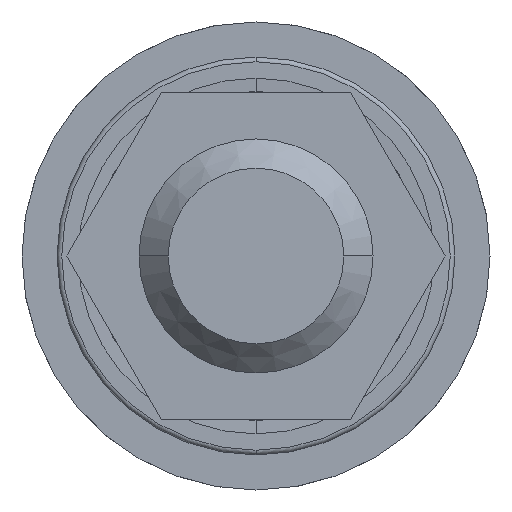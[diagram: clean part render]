
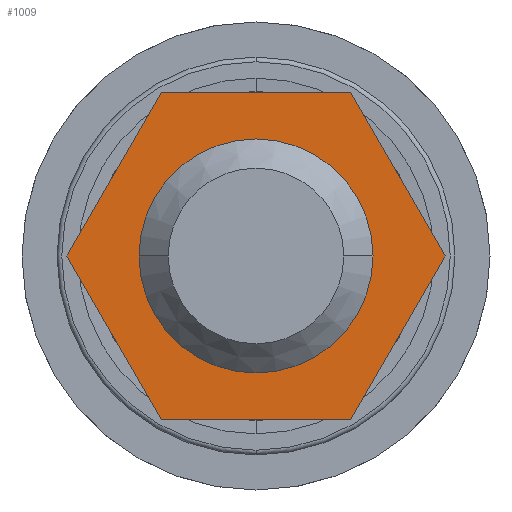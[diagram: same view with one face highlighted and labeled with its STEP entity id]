
A CAD part, front view. The second image highlights one B-rep face of the part: STEP entity #1009.
In plain terms, the highlighted planar face has unit normal (0, -1, 0).
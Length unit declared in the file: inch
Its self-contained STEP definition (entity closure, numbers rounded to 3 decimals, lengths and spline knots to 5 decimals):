
#5 = VERTEX_POINT ( 'NONE', #840 ) ;
#16 = DIRECTION ( 'NONE',  ( -1., 0., 0. ) ) ;
#17 = VECTOR ( 'NONE', #468, 39.37008 ) ;
#19 = PLANE ( 'NONE',  #141 ) ;
#38 = EDGE_CURVE ( 'NONE', #465, #389, #847, .T. ) ;
#94 = EDGE_CURVE ( 'NONE', #151, #864, #107, .T. ) ;
#98 = CARTESIAN_POINT ( 'NONE',  ( 0.01711, -0.10824, 0.49887 ) ) ;
#102 = CARTESIAN_POINT ( 'NONE',  ( -0.30112, -0.10824, 0.49887 ) ) ;
#103 = VECTOR ( 'NONE', #323, 39.37008 ) ;
#107 = CIRCLE ( 'NONE', #645, 0.15748 ) ;
#127 = ORIENTED_EDGE ( 'NONE', *, *, #968, .F. ) ;
#141 = AXIS2_PLACEMENT_3D ( 'NONE', #258, #249, #164 ) ;
#150 = DIRECTION ( 'NONE',  ( 1., 0., 0. ) ) ;
#151 = VERTEX_POINT ( 'NONE', #728 ) ;
#160 = DIRECTION ( 'NONE',  ( 0., -1., 0. ) ) ;
#163 = LINE ( 'NONE', #796, #325 ) ;
#164 = DIRECTION ( 'NONE',  ( 1., 0., 0. ) ) ;
#193 = ORIENTED_EDGE ( 'NONE', *, *, #452, .T. ) ;
#197 = ORIENTED_EDGE ( 'NONE', *, *, #642, .T. ) ;
#203 = CIRCLE ( 'NONE', #327, 0.15748 ) ;
#241 = ORIENTED_EDGE ( 'NONE', *, *, #561, .T. ) ;
#249 = DIRECTION ( 'NONE',  ( 0., -1., 0. ) ) ;
#258 = CARTESIAN_POINT ( 'NONE',  ( 0.01548, -0.10824, 0.22328 ) ) ;
#276 = VERTEX_POINT ( 'NONE', #826 ) ;
#305 = LINE ( 'NONE', #880, #17 ) ;
#306 = CARTESIAN_POINT ( 'NONE',  ( -0.142, -0.10824, 0.22328 ) ) ;
#323 = DIRECTION ( 'NONE',  ( 1., 0., 0. ) ) ;
#325 = VECTOR ( 'NONE', #871, 39.37008 ) ;
#326 = CARTESIAN_POINT ( 'NONE',  ( -0.142, -0.10824, 0.22328 ) ) ;
#327 = AXIS2_PLACEMENT_3D ( 'NONE', #306, #625, #150 ) ;
#361 = EDGE_LOOP ( 'NONE', ( #827, #939, #475, #197, #241, #193 ) ) ;
#371 = CARTESIAN_POINT ( 'NONE',  ( 0.17622, -0.10824, 0.22328 ) ) ;
#372 = CARTESIAN_POINT ( 'NONE',  ( 0.01548, -0.10824, 0.22328 ) ) ;
#389 = VERTEX_POINT ( 'NONE', #517 ) ;
#396 = VERTEX_POINT ( 'NONE', #371 ) ;
#400 = DIRECTION ( 'NONE',  ( 1., 0., 0. ) ) ;
#417 = CARTESIAN_POINT ( 'NONE',  ( 0.01711, -0.10824, -0.05231 ) ) ;
#452 = EDGE_CURVE ( 'NONE', #5, #636, #463, .T. ) ;
#463 = LINE ( 'NONE', #937, #103 ) ;
#465 = VERTEX_POINT ( 'NONE', #476 ) ;
#468 = DIRECTION ( 'NONE',  ( -0.5, 0., 0.866 ) ) ;
#475 = ORIENTED_EDGE ( 'NONE', *, *, #38, .T. ) ;
#476 = CARTESIAN_POINT ( 'NONE',  ( 0.01711, -0.10824, 0.49887 ) ) ;
#517 = CARTESIAN_POINT ( 'NONE',  ( -0.30112, -0.10824, 0.49887 ) ) ;
#518 = EDGE_CURVE ( 'NONE', #396, #465, #305, .T. ) ;
#539 = CARTESIAN_POINT ( 'NONE',  ( 0.01711, -0.10824, -0.05231 ) ) ;
#561 = EDGE_CURVE ( 'NONE', #276, #5, #163, .T. ) ;
#625 = DIRECTION ( 'NONE',  ( 0., -1., 0. ) ) ;
#636 = VERTEX_POINT ( 'NONE', #417 ) ;
#642 = EDGE_CURVE ( 'NONE', #389, #276, #730, .T. ) ;
#645 = AXIS2_PLACEMENT_3D ( 'NONE', #326, #160, #400 ) ;
#656 = DIRECTION ( 'NONE',  ( -0.5, 0., -0.866 ) ) ;
#657 = FACE_OUTER_BOUND ( 'NONE', #361, .T. ) ;
#681 = EDGE_LOOP ( 'NONE', ( #127, #772 ) ) ;
#720 = VECTOR ( 'NONE', #16, 39.37008 ) ;
#728 = CARTESIAN_POINT ( 'NONE',  ( -0.29949, -0.10824, 0.22328 ) ) ;
#730 = LINE ( 'NONE', #102, #923 ) ;
#735 = FACE_BOUND ( 'NONE', #681, .T. ) ;
#772 = ORIENTED_EDGE ( 'NONE', *, *, #94, .F. ) ;
#796 = CARTESIAN_POINT ( 'NONE',  ( -0.46023, -0.10824, 0.22328 ) ) ;
#826 = CARTESIAN_POINT ( 'NONE',  ( -0.46023, -0.10824, 0.22328 ) ) ;
#827 = ORIENTED_EDGE ( 'NONE', *, *, #918, .T. ) ;
#840 = CARTESIAN_POINT ( 'NONE',  ( -0.30112, -0.10824, -0.05231 ) ) ;
#847 = LINE ( 'NONE', #98, #720 ) ;
#861 = LINE ( 'NONE', #539, #901 ) ;
#864 = VERTEX_POINT ( 'NONE', #372 ) ;
#871 = DIRECTION ( 'NONE',  ( 0.5, 0., -0.866 ) ) ;
#880 = CARTESIAN_POINT ( 'NONE',  ( 0.17622, -0.10824, 0.22328 ) ) ;
#901 = VECTOR ( 'NONE', #930, 39.37008 ) ;
#918 = EDGE_CURVE ( 'NONE', #636, #396, #861, .T. ) ;
#923 = VECTOR ( 'NONE', #656, 39.37008 ) ;
#930 = DIRECTION ( 'NONE',  ( 0.5, 0., 0.866 ) ) ;
#937 = CARTESIAN_POINT ( 'NONE',  ( -0.30112, -0.10824, -0.05231 ) ) ;
#939 = ORIENTED_EDGE ( 'NONE', *, *, #518, .T. ) ;
#968 = EDGE_CURVE ( 'NONE', #864, #151, #203, .T. ) ;
#1009 = ADVANCED_FACE ( 'NONE', ( #735, #657 ), #19, .T. ) ;
